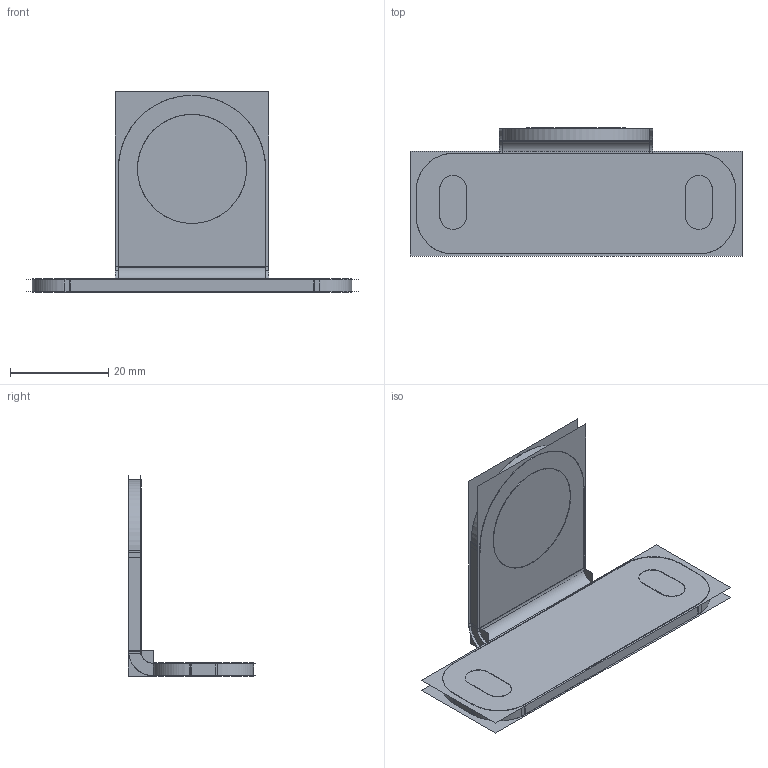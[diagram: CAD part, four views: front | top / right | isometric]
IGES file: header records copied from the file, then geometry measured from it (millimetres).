
Start section:  PTC IGES file: 222284_SM01_IGS.igs
Global section: file name: 222284_SM01_IGS.igs; native system: Creo Parametric by PTC Inc.; preprocessor: 2019292; author: iokafor; organization: Unknown; date: 20210303.123926; units: millimetre
Bounding box: 67.6 x 26.01 x 40.8 mm (x, y, z)
Surface area: 16212.8 mm2 (no closed solid volume)
Topology: 0 solids, 1 shells, 60 faces, 298 edges, 372 vertices
Faces by surface type: bspline 34, revolution 26
